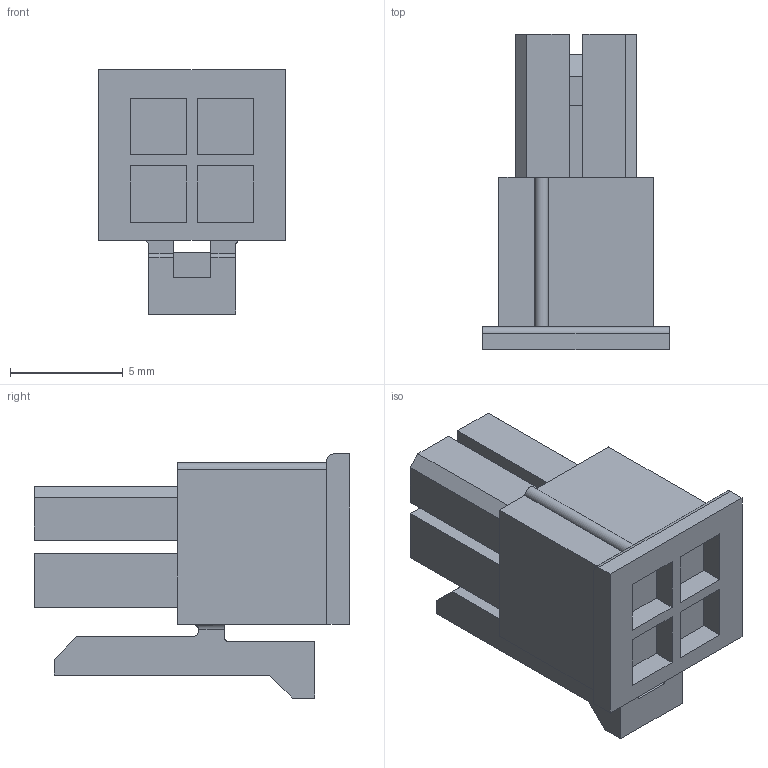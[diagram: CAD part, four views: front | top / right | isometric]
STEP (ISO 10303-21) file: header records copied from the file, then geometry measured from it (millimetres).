
FILE_DESCRIPTION((''),'2;1');
FILE_NAME('430250400','2018-10-10T',('gga'),(''),'PRO/ENGINEER BY PARAMETRIC TECHNOLOGY CORPORATION, 2016010','PRO/ENGINEER BY PARAMETRIC TECHNOLOGY CORPORATION, 2016010','');
FILE_SCHEMA(('CONFIG_CONTROL_DESIGN'));
Length unit declared in the file: millimetre
Products named in the file (1): 430250400
Bounding box: 8.27 x 14 x 10.83 mm (x, y, z)
Volume: 548.1 mm3; surface area: 802.3 mm2
Topology: 1 solids, 1 shells, 108 faces, 282 edges, 188 vertices
Faces by surface type: plane 100, cylinder 8
Entity records: 3322 total; most frequent: CARTESIAN_POINT 599, ORIENTED_EDGE 564, DIRECTION 512, EDGE_CURVE 282, VECTOR 266, LINE 266, VERTEX_POINT 188, AXIS2_PLACEMENT_3D 123
